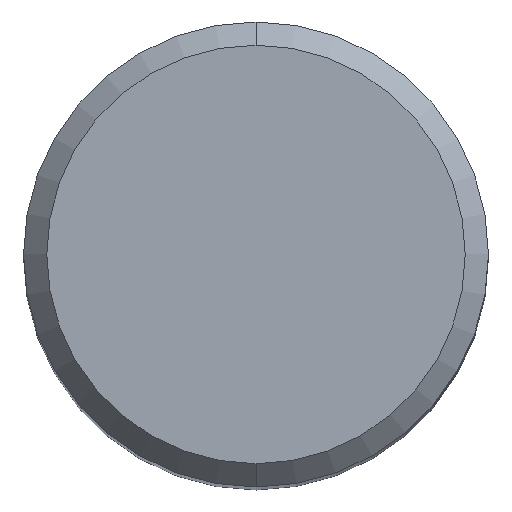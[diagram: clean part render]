
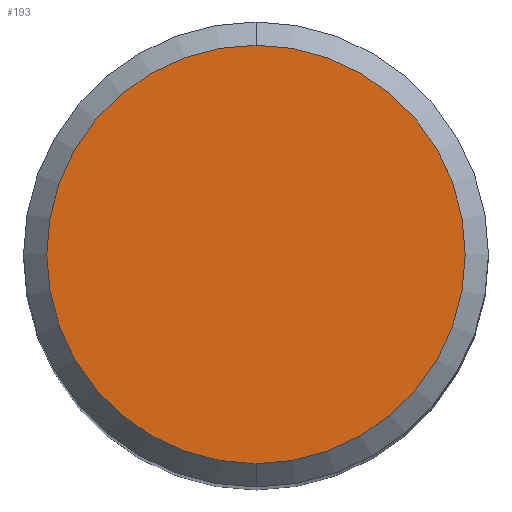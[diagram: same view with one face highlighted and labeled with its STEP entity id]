
A CAD part, top view. The second image highlights one B-rep face of the part: STEP entity #193.
In plain terms, the highlighted planar face has unit normal (0, 0, 1).
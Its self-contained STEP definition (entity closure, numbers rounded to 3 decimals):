
#153=EDGE_CURVE('',#211,#209,#377,.T.);
#193=ADVANCED_FACE('',(#419),#420,.T.);
#209=VERTEX_POINT('',#437);
#211=VERTEX_POINT('',#439);
#269=EDGE_CURVE('',#209,#211,#507,.T.);
#377=CIRCLE('',#622,7.2);
#419=FACE_OUTER_BOUND('',#678,.T.);
#420=PLANE('',#679);
#437=CARTESIAN_POINT('',(0.0,7.2,0.0));
#439=CARTESIAN_POINT('',(0.,-7.2,0.0));
#507=CIRCLE('',#792,7.2);
#622=AXIS2_PLACEMENT_3D('',#928,#929,#930);
#678=EDGE_LOOP('',(#964,#965));
#679=AXIS2_PLACEMENT_3D('',#966,#967,#968);
#792=AXIS2_PLACEMENT_3D('',#1097,#1098,#1099);
#928=CARTESIAN_POINT('',(0.0,0.0,0.0));
#929=DIRECTION('',(0.0,0.0,-1.0));
#930=DIRECTION('',(0.0,1.0,0.0));
#964=ORIENTED_EDGE('',*,*,#269,.F.);
#965=ORIENTED_EDGE('',*,*,#153,.F.);
#966=CARTESIAN_POINT('',(0.0,3.6,0.0));
#967=DIRECTION('',(-0.0,0.0,1.0));
#968=DIRECTION('',(0.0,-1.0,0.0));
#1097=CARTESIAN_POINT('',(0.0,0.0,0.0));
#1098=DIRECTION('',(0.0,0.0,-1.0));
#1099=DIRECTION('',(0.0,1.0,0.0));
